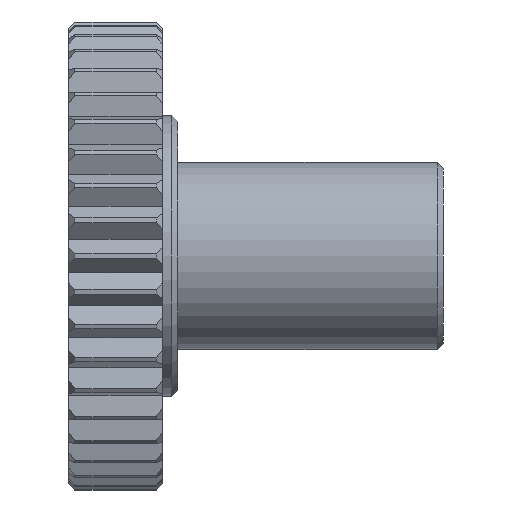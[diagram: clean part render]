
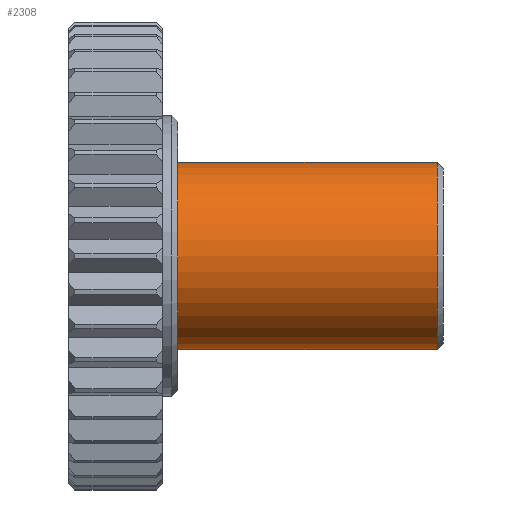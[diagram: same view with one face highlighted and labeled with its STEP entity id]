
A CAD part, front view. The second image highlights one B-rep face of the part: STEP entity #2308.
In plain terms, the highlighted cylindrical face has radius 3 mm (diameter 6 mm), a partial arc.
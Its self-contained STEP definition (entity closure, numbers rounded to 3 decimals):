
#27 = DIRECTION ( 'NONE',  ( 0., 0., 1. ) ) ;
#28 = AXIS2_PLACEMENT_3D ( 'NONE', #850, #6067, #1747 ) ;
#262 = CARTESIAN_POINT ( 'NONE',  ( 3.5, 0., 3. ) ) ;
#429 = EDGE_CURVE ( 'NONE', #6203, #1076, #7109, .T. ) ;
#683 = LINE ( 'NONE', #5797, #5478 ) ;
#718 = VERTEX_POINT ( 'NONE', #262 ) ;
#811 = ORIENTED_EDGE ( 'NONE', *, *, #6781, .T. ) ;
#850 = CARTESIAN_POINT ( 'NONE',  ( 3.5, 0., 0. ) ) ;
#1076 = VERTEX_POINT ( 'NONE', #7345 ) ;
#1431 = DIRECTION ( 'NONE',  ( -1., 0., 0. ) ) ;
#1747 = DIRECTION ( 'NONE',  ( 0., 0., -1. ) ) ;
#1824 = AXIS2_PLACEMENT_3D ( 'NONE', #2240, #4084, #27 ) ;
#2107 = EDGE_LOOP ( 'NONE', ( #5030, #6335, #811, #7102 ) ) ;
#2240 = CARTESIAN_POINT ( 'NONE',  ( 0., 0., 0. ) ) ;
#2308 = ADVANCED_FACE ( 'NONE', ( #2840 ), #7268, .T. ) ;
#2367 = DIRECTION ( 'NONE',  ( -1., 0., 0. ) ) ;
#2840 = FACE_OUTER_BOUND ( 'NONE', #2107, .T. ) ;
#3038 = CARTESIAN_POINT ( 'NONE',  ( 0., 0., 3. ) ) ;
#3154 = CARTESIAN_POINT ( 'NONE',  ( 11.8, 0., 0. ) ) ;
#3427 = VECTOR ( 'NONE', #3869, 1000. ) ;
#3671 = VERTEX_POINT ( 'NONE', #4958 ) ;
#3791 = LINE ( 'NONE', #3038, #3427 ) ;
#3869 = DIRECTION ( 'NONE',  ( -1., 0., 0. ) ) ;
#4084 = DIRECTION ( 'NONE',  ( -1., 0., 0. ) ) ;
#4464 = CIRCLE ( 'NONE', #28, 3. ) ;
#4475 = EDGE_CURVE ( 'NONE', #718, #3671, #4464, .T. ) ;
#4958 = CARTESIAN_POINT ( 'NONE',  ( 3.5, 0., -3. ) ) ;
#5030 = ORIENTED_EDGE ( 'NONE', *, *, #6084, .F. ) ;
#5318 = DIRECTION ( 'NONE',  ( 0., 0., 1. ) ) ;
#5478 = VECTOR ( 'NONE', #1431, 1000. ) ;
#5797 = CARTESIAN_POINT ( 'NONE',  ( 0., 0., -3. ) ) ;
#6067 = DIRECTION ( 'NONE',  ( 1., 0., 0. ) ) ;
#6084 = EDGE_CURVE ( 'NONE', #6203, #3671, #683, .T. ) ;
#6203 = VERTEX_POINT ( 'NONE', #7440 ) ;
#6298 = AXIS2_PLACEMENT_3D ( 'NONE', #3154, #2367, #5318 ) ;
#6335 = ORIENTED_EDGE ( 'NONE', *, *, #429, .T. ) ;
#6781 = EDGE_CURVE ( 'NONE', #1076, #718, #3791, .T. ) ;
#7102 = ORIENTED_EDGE ( 'NONE', *, *, #4475, .T. ) ;
#7109 = CIRCLE ( 'NONE', #6298, 3. ) ;
#7268 = CYLINDRICAL_SURFACE ( 'NONE', #1824, 3. ) ;
#7345 = CARTESIAN_POINT ( 'NONE',  ( 11.8, 0., 3. ) ) ;
#7440 = CARTESIAN_POINT ( 'NONE',  ( 11.8, 0., -3. ) ) ;
